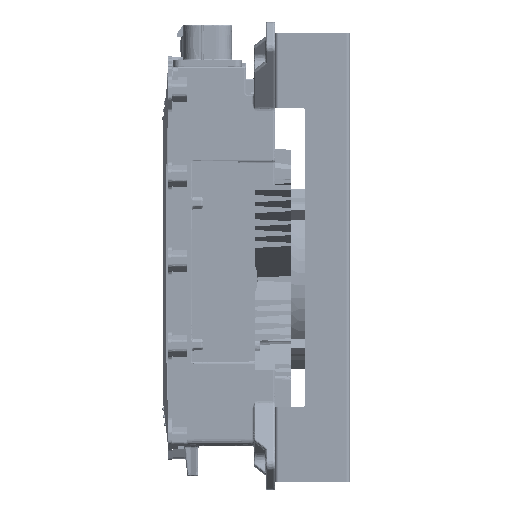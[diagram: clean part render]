
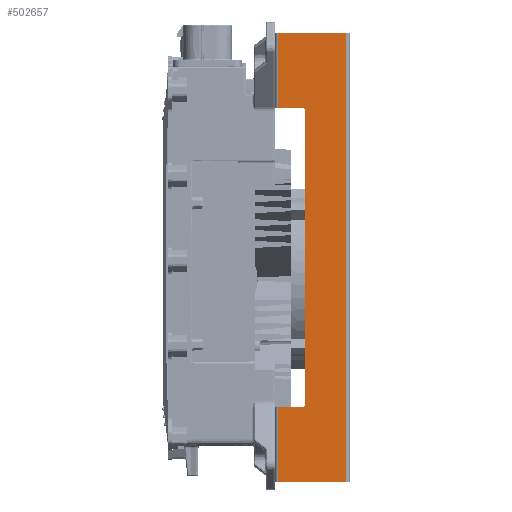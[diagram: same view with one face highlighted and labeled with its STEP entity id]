
A CAD part, left-side view. The second image highlights one B-rep face of the part: STEP entity #502657.
In plain terms, the highlighted planar face has unit normal (-1, 0, 0).
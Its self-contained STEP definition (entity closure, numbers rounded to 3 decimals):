
#3266 = DIRECTION ( 'NONE',  ( 0., 0., -1. ) ) ;
#11517 = EDGE_CURVE ( 'NONE', #61000, #471241, #113455, .T. ) ;
#15534 = VECTOR ( 'NONE', #29080, 1000. ) ;
#20916 = EDGE_CURVE ( 'NONE', #377010, #61000, #292738, .T. ) ;
#27012 = CARTESIAN_POINT ( 'NONE',  ( -30., 47.75, 50. ) ) ;
#29080 = DIRECTION ( 'NONE',  ( 0., 0., -1. ) ) ;
#32171 = ORIENTED_EDGE ( 'NONE', *, *, #142982, .T. ) ;
#32512 = VECTOR ( 'NONE', #125971, 1000. ) ;
#53248 = PLANE ( 'NONE',  #475419 ) ;
#61000 = VERTEX_POINT ( 'NONE', #27012 ) ;
#89005 = DIRECTION ( 'NONE',  ( 0., -1., 0. ) ) ;
#93789 = EDGE_CURVE ( 'NONE', #363336, #277702, #318832, .T. ) ;
#94545 = VERTEX_POINT ( 'NONE', #486738 ) ;
#95107 = CARTESIAN_POINT ( 'NONE',  ( -30., 47.75, 300. ) ) ;
#98406 = ORIENTED_EDGE ( 'NONE', *, *, #184187, .T. ) ;
#103785 = LINE ( 'NONE', #375531, #426842 ) ;
#104398 = LINE ( 'NONE', #270051, #574525 ) ;
#113455 = LINE ( 'NONE', #393657, #15534 ) ;
#115466 = VECTOR ( 'NONE', #167016, 1000. ) ;
#123816 = EDGE_CURVE ( 'NONE', #444702, #475622, #564664, .T. ) ;
#125971 = DIRECTION ( 'NONE',  ( 0., 0., 1. ) ) ;
#128166 = CARTESIAN_POINT ( 'NONE',  ( -30., 0., 50. ) ) ;
#133606 = DIRECTION ( 'NONE',  ( 0., 0., -1. ) ) ;
#139553 = DIRECTION ( 'NONE',  ( -1., 0., 0. ) ) ;
#142982 = EDGE_CURVE ( 'NONE', #427527, #363336, #463362, .T. ) ;
#152778 = CARTESIAN_POINT ( 'NONE',  ( -30., 30., 300. ) ) ;
#158626 = EDGE_LOOP ( 'NONE', ( #333638, #98406, #569901, #403557, #274898, #486269, #546661, #349277, #167445, #32171 ) ) ;
#167016 = DIRECTION ( 'NONE',  ( 0., 1., 0. ) ) ;
#167445 = ORIENTED_EDGE ( 'NONE', *, *, #368962, .T. ) ;
#169417 = DIRECTION ( 'NONE',  ( 0., 1., 0. ) ) ;
#179230 = LINE ( 'NONE', #391156, #354759 ) ;
#180677 = DIRECTION ( 'NONE',  ( 1., 0., 0. ) ) ;
#182690 = VERTEX_POINT ( 'NONE', #359606 ) ;
#183740 = CARTESIAN_POINT ( 'NONE',  ( -30., 30., 52. ) ) ;
#184187 = EDGE_CURVE ( 'NONE', #277702, #377010, #402305, .T. ) ;
#185041 = CARTESIAN_POINT ( 'NONE',  ( -30., 30., 248. ) ) ;
#187351 = CARTESIAN_POINT ( 'NONE',  ( -30., 32., 50. ) ) ;
#188448 = DIRECTION ( 'NONE',  ( 0., 0., 1. ) ) ;
#191563 = CARTESIAN_POINT ( 'NONE',  ( -30., 2.25, 300. ) ) ;
#204340 = CARTESIAN_POINT ( 'NONE',  ( -30., 0., 300. ) ) ;
#222061 = LINE ( 'NONE', #347521, #32512 ) ;
#255876 = VECTOR ( 'NONE', #293905, 1000. ) ;
#270051 = CARTESIAN_POINT ( 'NONE',  ( -30., 47.75, 300. ) ) ;
#274898 = ORIENTED_EDGE ( 'NONE', *, *, #405224, .T. ) ;
#277702 = VERTEX_POINT ( 'NONE', #183740 ) ;
#292738 = LINE ( 'NONE', #128166, #580490 ) ;
#293905 = DIRECTION ( 'NONE',  ( 0., 0., -1. ) ) ;
#297707 = FACE_OUTER_BOUND ( 'NONE', #158626, .T. ) ;
#318832 = LINE ( 'NONE', #152778, #255876 ) ;
#333638 = ORIENTED_EDGE ( 'NONE', *, *, #93789, .T. ) ;
#347521 = CARTESIAN_POINT ( 'NONE',  ( -30., 2.25, 300. ) ) ;
#349277 = ORIENTED_EDGE ( 'NONE', *, *, #528585, .T. ) ;
#354759 = VECTOR ( 'NONE', #89005, 1000. ) ;
#357204 = DIRECTION ( 'NONE',  ( 0., 0., 1. ) ) ;
#359606 = CARTESIAN_POINT ( 'NONE',  ( -30., 47.75, 250. ) ) ;
#359761 = EDGE_CURVE ( 'NONE', #94545, #444702, #222061, .T. ) ;
#363336 = VERTEX_POINT ( 'NONE', #185041 ) ;
#364919 = CARTESIAN_POINT ( 'NONE',  ( -30., 0., 300. ) ) ;
#368962 = EDGE_CURVE ( 'NONE', #182690, #427527, #179230, .T. ) ;
#370645 = CARTESIAN_POINT ( 'NONE',  ( -30., 47.75, 0. ) ) ;
#375531 = CARTESIAN_POINT ( 'NONE',  ( -30., 0., 0. ) ) ;
#377010 = VERTEX_POINT ( 'NONE', #187351 ) ;
#391156 = CARTESIAN_POINT ( 'NONE',  ( -30., 0., 250. ) ) ;
#393657 = CARTESIAN_POINT ( 'NONE',  ( -30., 47.75, 300. ) ) ;
#400339 = CARTESIAN_POINT ( 'NONE',  ( -30., 32., 52. ) ) ;
#402305 = CIRCLE ( 'NONE', #573736, 2. ) ;
#403557 = ORIENTED_EDGE ( 'NONE', *, *, #11517, .T. ) ;
#404181 = DIRECTION ( 'NONE',  ( 1., 0., 0. ) ) ;
#405224 = EDGE_CURVE ( 'NONE', #471241, #94545, #103785, .T. ) ;
#422726 = DIRECTION ( 'NONE',  ( 0., -1., 0. ) ) ;
#426842 = VECTOR ( 'NONE', #422726, 1000. ) ;
#427527 = VERTEX_POINT ( 'NONE', #452071 ) ;
#444702 = VERTEX_POINT ( 'NONE', #191563 ) ;
#452071 = CARTESIAN_POINT ( 'NONE',  ( -30., 32., 250. ) ) ;
#463362 = CIRCLE ( 'NONE', #492301, 2. ) ;
#471241 = VERTEX_POINT ( 'NONE', #370645 ) ;
#475419 = AXIS2_PLACEMENT_3D ( 'NONE', #364919, #139553, #188448 ) ;
#475622 = VERTEX_POINT ( 'NONE', #95107 ) ;
#486269 = ORIENTED_EDGE ( 'NONE', *, *, #359761, .T. ) ;
#486738 = CARTESIAN_POINT ( 'NONE',  ( -30., 2.25, 0. ) ) ;
#492301 = AXIS2_PLACEMENT_3D ( 'NONE', #537729, #180677, #357204 ) ;
#502657 = ADVANCED_FACE ( 'NONE', ( #297707 ), #53248, .T. ) ;
#528585 = EDGE_CURVE ( 'NONE', #475622, #182690, #104398, .T. ) ;
#537729 = CARTESIAN_POINT ( 'NONE',  ( -30., 32., 248. ) ) ;
#546661 = ORIENTED_EDGE ( 'NONE', *, *, #123816, .T. ) ;
#564664 = LINE ( 'NONE', #204340, #115466 ) ;
#569901 = ORIENTED_EDGE ( 'NONE', *, *, #20916, .T. ) ;
#573736 = AXIS2_PLACEMENT_3D ( 'NONE', #400339, #404181, #133606 ) ;
#574525 = VECTOR ( 'NONE', #3266, 1000. ) ;
#580490 = VECTOR ( 'NONE', #169417, 1000. ) ;
